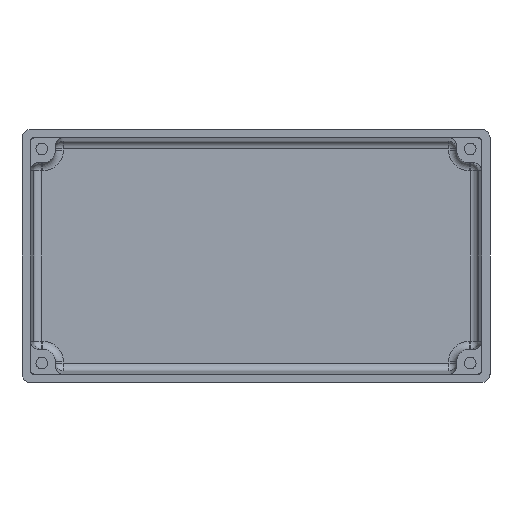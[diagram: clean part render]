
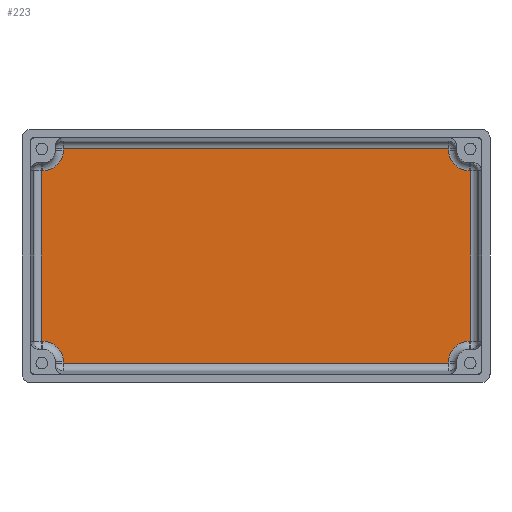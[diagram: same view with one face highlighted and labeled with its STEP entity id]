
A CAD part, front view. The second image highlights one B-rep face of the part: STEP entity #223.
In plain terms, the highlighted planar face has unit normal (0, -1, 0).
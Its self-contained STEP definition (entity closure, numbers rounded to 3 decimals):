
#9 = CARTESIAN_POINT ( 'NONE',  ( 50.889, 25.1, 0. ) ) ;
#16 = VERTEX_POINT ( 'NONE', #1076 ) ;
#19 = VECTOR ( 'NONE', #151, 1000. ) ;
#55 = VERTEX_POINT ( 'NONE', #1962 ) ;
#57 = DIRECTION ( 'NONE',  ( 1., 0., 0. ) ) ;
#85 = CARTESIAN_POINT ( 'NONE',  ( -45.7, 25.1, 25.389 ) ) ;
#102 = EDGE_CURVE ( 'NONE', #669, #606, #417, .T. ) ;
#140 = DIRECTION ( 'NONE',  ( 0., 1., 0. ) ) ;
#141 = DIRECTION ( 'NONE',  ( 0., 0., -1. ) ) ;
#151 = DIRECTION ( 'NONE',  ( -1., 0., 0. ) ) ;
#186 = AXIS2_PLACEMENT_3D ( 'NONE', #2006, #918, #2188 ) ;
#190 = DIRECTION ( 'NONE',  ( -1., 0., 0. ) ) ;
#192 = CARTESIAN_POINT ( 'NONE',  ( 50.6, 25.1, -20.2 ) ) ;
#208 = ORIENTED_EDGE ( 'NONE', *, *, #427, .T. ) ;
#221 = DIRECTION ( 'NONE',  ( 0., 1., 0. ) ) ;
#223 = ADVANCED_FACE ( 'NONE', ( #612 ), #853, .T. ) ;
#247 = CARTESIAN_POINT ( 'NONE',  ( 45.7, 25.1, 0. ) ) ;
#251 = EDGE_CURVE ( 'NONE', #1301, #500, #552, .T. ) ;
#280 = ORIENTED_EDGE ( 'NONE', *, *, #559, .T. ) ;
#341 = VERTEX_POINT ( 'NONE', #708 ) ;
#347 = DIRECTION ( 'NONE',  ( 1., 0., 0. ) ) ;
#391 = EDGE_CURVE ( 'NONE', #1574, #55, #443, .T. ) ;
#404 = CARTESIAN_POINT ( 'NONE',  ( -45.7, 25.1, -25.389 ) ) ;
#417 = LINE ( 'NONE', #1605, #1784 ) ;
#427 = EDGE_CURVE ( 'NONE', #1319, #16, #2179, .T. ) ;
#443 = LINE ( 'NONE', #1271, #2237 ) ;
#445 = CARTESIAN_POINT ( 'NONE',  ( 45.7, 25.1, 25.1 ) ) ;
#481 = AXIS2_PLACEMENT_3D ( 'NONE', #1213, #140, #1399 ) ;
#494 = EDGE_CURVE ( 'NONE', #1181, #341, #1643, .T. ) ;
#500 = VERTEX_POINT ( 'NONE', #1841 ) ;
#552 = LINE ( 'NONE', #2307, #19 ) ;
#559 = EDGE_CURVE ( 'NONE', #1686, #783, #985, .T. ) ;
#565 = CARTESIAN_POINT ( 'NONE',  ( -45.7, 25.1, 25.1 ) ) ;
#604 = EDGE_CURVE ( 'NONE', #1861, #1212, #1302, .T. ) ;
#606 = VERTEX_POINT ( 'NONE', #610 ) ;
#610 = CARTESIAN_POINT ( 'NONE',  ( 45.7, 25.1, 25.389 ) ) ;
#612 = FACE_OUTER_BOUND ( 'NONE', #671, .T. ) ;
#618 = CARTESIAN_POINT ( 'NONE',  ( 0., 25.1, 25.389 ) ) ;
#669 = VERTEX_POINT ( 'NONE', #445 ) ;
#671 = EDGE_LOOP ( 'NONE', ( #1787, #884, #1436, #280, #1405, #2148, #2048, #1807, #903, #208, #1007, #1716, #980, #1137, #682, #1444 ) ) ;
#682 = ORIENTED_EDGE ( 'NONE', *, *, #494, .T. ) ;
#708 = CARTESIAN_POINT ( 'NONE',  ( -45.7, 25.1, -25.1 ) ) ;
#720 = LINE ( 'NONE', #618, #772 ) ;
#772 = VECTOR ( 'NONE', #2055, 1000. ) ;
#783 = VERTEX_POINT ( 'NONE', #1016 ) ;
#822 = EDGE_CURVE ( 'NONE', #500, #1122, #1330, .T. ) ;
#829 = CARTESIAN_POINT ( 'NONE',  ( -45.7, 25.1, -27.223 ) ) ;
#841 = VECTOR ( 'NONE', #1387, 1000. ) ;
#853 = PLANE ( 'NONE',  #2239 ) ;
#874 = CARTESIAN_POINT ( 'NONE',  ( 50.889, 25.1, 20.2 ) ) ;
#884 = ORIENTED_EDGE ( 'NONE', *, *, #604, .T. ) ;
#891 = CARTESIAN_POINT ( 'NONE',  ( 45.7, 25.1, -25.389 ) ) ;
#896 = DIRECTION ( 'NONE',  ( 0., 1., 0. ) ) ;
#903 = ORIENTED_EDGE ( 'NONE', *, *, #1307, .T. ) ;
#915 = LINE ( 'NONE', #829, #969 ) ;
#918 = DIRECTION ( 'NONE',  ( 0., 1., 0. ) ) ;
#969 = VECTOR ( 'NONE', #1916, 1000. ) ;
#980 = ORIENTED_EDGE ( 'NONE', *, *, #822, .T. ) ;
#985 = LINE ( 'NONE', #2030, #1948 ) ;
#1007 = ORIENTED_EDGE ( 'NONE', *, *, #1504, .T. ) ;
#1016 = CARTESIAN_POINT ( 'NONE',  ( 50.889, 25.1, -20.2 ) ) ;
#1060 = CARTESIAN_POINT ( 'NONE',  ( 0., 25.1, -20.2 ) ) ;
#1076 = CARTESIAN_POINT ( 'NONE',  ( -45.7, 25.1, 25.1 ) ) ;
#1091 = DIRECTION ( 'NONE',  ( 1., 0., 0. ) ) ;
#1098 = EDGE_CURVE ( 'NONE', #55, #669, #1715, .T. ) ;
#1122 = VERTEX_POINT ( 'NONE', #1997 ) ;
#1137 = ORIENTED_EDGE ( 'NONE', *, *, #1617, .T. ) ;
#1181 = VERTEX_POINT ( 'NONE', #1279 ) ;
#1206 = VERTEX_POINT ( 'NONE', #404 ) ;
#1212 = VERTEX_POINT ( 'NONE', #2022 ) ;
#1213 = CARTESIAN_POINT ( 'NONE',  ( -50.6, 25.1, 25.1 ) ) ;
#1214 = DIRECTION ( 'NONE',  ( 0., -1., 0. ) ) ;
#1245 = DIRECTION ( 'NONE',  ( 0., 0., 1. ) ) ;
#1271 = CARTESIAN_POINT ( 'NONE',  ( 0., 25.1, 20.2 ) ) ;
#1279 = CARTESIAN_POINT ( 'NONE',  ( -50.6, 25.1, -20.2 ) ) ;
#1300 = CARTESIAN_POINT ( 'NONE',  ( -50.6, 25.1, -25.1 ) ) ;
#1301 = VERTEX_POINT ( 'NONE', #1690 ) ;
#1302 = LINE ( 'NONE', #247, #1778 ) ;
#1307 = EDGE_CURVE ( 'NONE', #606, #1319, #720, .T. ) ;
#1319 = VERTEX_POINT ( 'NONE', #85 ) ;
#1330 = LINE ( 'NONE', #2280, #841 ) ;
#1387 = DIRECTION ( 'NONE',  ( 0., 0., -1. ) ) ;
#1399 = DIRECTION ( 'NONE',  ( 0., 0., -1. ) ) ;
#1405 = ORIENTED_EDGE ( 'NONE', *, *, #1634, .T. ) ;
#1431 = DIRECTION ( 'NONE',  ( 0., 0., 1. ) ) ;
#1436 = ORIENTED_EDGE ( 'NONE', *, *, #1687, .T. ) ;
#1444 = ORIENTED_EDGE ( 'NONE', *, *, #1454, .T. ) ;
#1454 = EDGE_CURVE ( 'NONE', #341, #1206, #915, .T. ) ;
#1479 = LINE ( 'NONE', #9, #1958 ) ;
#1482 = DIRECTION ( 'NONE',  ( 0., 0., -1. ) ) ;
#1504 = EDGE_CURVE ( 'NONE', #16, #1301, #2190, .T. ) ;
#1574 = VERTEX_POINT ( 'NONE', #874 ) ;
#1588 = LINE ( 'NONE', #1060, #2024 ) ;
#1605 = CARTESIAN_POINT ( 'NONE',  ( 45.7, 25.1, 27.223 ) ) ;
#1617 = EDGE_CURVE ( 'NONE', #1122, #1181, #1588, .T. ) ;
#1634 = EDGE_CURVE ( 'NONE', #783, #1574, #1479, .T. ) ;
#1643 = CIRCLE ( 'NONE', #1945, 4.9 ) ;
#1648 = CARTESIAN_POINT ( 'NONE',  ( 0., 25.1, -25.389 ) ) ;
#1686 = VERTEX_POINT ( 'NONE', #192 ) ;
#1687 = EDGE_CURVE ( 'NONE', #1212, #1686, #1792, .T. ) ;
#1690 = CARTESIAN_POINT ( 'NONE',  ( -50.6, 25.1, 20.2 ) ) ;
#1694 = AXIS2_PLACEMENT_3D ( 'NONE', #1988, #896, #2167 ) ;
#1715 = CIRCLE ( 'NONE', #1694, 4.9 ) ;
#1716 = ORIENTED_EDGE ( 'NONE', *, *, #251, .T. ) ;
#1720 = EDGE_CURVE ( 'NONE', #1206, #1861, #2269, .T. ) ;
#1778 = VECTOR ( 'NONE', #2223, 1000. ) ;
#1784 = VECTOR ( 'NONE', #1245, 1000. ) ;
#1787 = ORIENTED_EDGE ( 'NONE', *, *, #1720, .T. ) ;
#1792 = CIRCLE ( 'NONE', #186, 4.9 ) ;
#1807 = ORIENTED_EDGE ( 'NONE', *, *, #102, .T. ) ;
#1817 = VECTOR ( 'NONE', #2007, 1000. ) ;
#1841 = CARTESIAN_POINT ( 'NONE',  ( -50.889, 25.1, 20.2 ) ) ;
#1861 = VERTEX_POINT ( 'NONE', #891 ) ;
#1916 = DIRECTION ( 'NONE',  ( 0., 0., -1. ) ) ;
#1945 = AXIS2_PLACEMENT_3D ( 'NONE', #1300, #221, #1482 ) ;
#1948 = VECTOR ( 'NONE', #57, 1000. ) ;
#1958 = VECTOR ( 'NONE', #1431, 1000. ) ;
#1962 = CARTESIAN_POINT ( 'NONE',  ( 50.6, 25.1, 20.2 ) ) ;
#1988 = CARTESIAN_POINT ( 'NONE',  ( 50.6, 25.1, 25.1 ) ) ;
#1997 = CARTESIAN_POINT ( 'NONE',  ( -50.889, 25.1, -20.2 ) ) ;
#2006 = CARTESIAN_POINT ( 'NONE',  ( 50.6, 25.1, -25.1 ) ) ;
#2007 = DIRECTION ( 'NONE',  ( 0., 0., -1. ) ) ;
#2022 = CARTESIAN_POINT ( 'NONE',  ( 45.7, 25.1, -25.1 ) ) ;
#2024 = VECTOR ( 'NONE', #347, 1000. ) ;
#2030 = CARTESIAN_POINT ( 'NONE',  ( 52.723, 25.1, -20.2 ) ) ;
#2048 = ORIENTED_EDGE ( 'NONE', *, *, #1098, .T. ) ;
#2055 = DIRECTION ( 'NONE',  ( -1., 0., 0. ) ) ;
#2127 = CARTESIAN_POINT ( 'NONE',  ( 0., 25.1, 0. ) ) ;
#2148 = ORIENTED_EDGE ( 'NONE', *, *, #391, .T. ) ;
#2167 = DIRECTION ( 'NONE',  ( 0., 0., -1. ) ) ;
#2179 = LINE ( 'NONE', #565, #1817 ) ;
#2188 = DIRECTION ( 'NONE',  ( 0., 0., -1. ) ) ;
#2190 = CIRCLE ( 'NONE', #481, 4.9 ) ;
#2217 = VECTOR ( 'NONE', #1091, 1000. ) ;
#2223 = DIRECTION ( 'NONE',  ( 0., 0., 1. ) ) ;
#2237 = VECTOR ( 'NONE', #190, 1000. ) ;
#2239 = AXIS2_PLACEMENT_3D ( 'NONE', #2127, #1214, #141 ) ;
#2269 = LINE ( 'NONE', #1648, #2217 ) ;
#2280 = CARTESIAN_POINT ( 'NONE',  ( -50.889, 25.1, 0. ) ) ;
#2307 = CARTESIAN_POINT ( 'NONE',  ( -52.723, 25.1, 20.2 ) ) ;
